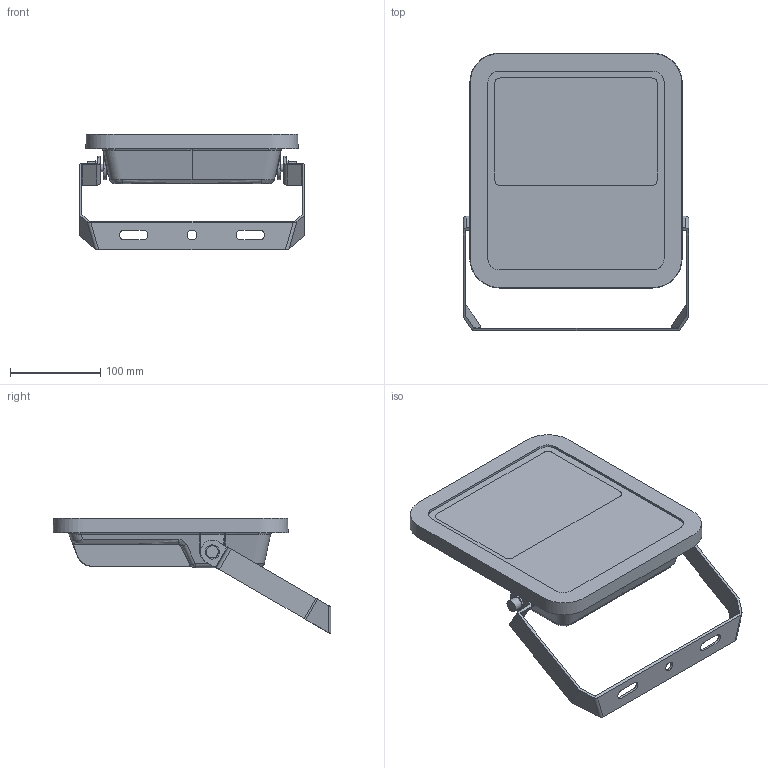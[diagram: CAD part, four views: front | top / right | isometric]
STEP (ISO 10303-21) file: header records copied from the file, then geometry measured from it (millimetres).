
FILE_DESCRIPTION (( 'STEP AP214' ), '1' );
FILE_NAME ('FL_G3_80W.STEP', '2023-04-28T08:58:04', ( '' ), ( '' ), 'SwSTEP 2.0', 'SolidWorks 2020', '' );
FILE_SCHEMA (( 'AUTOMOTIVE_DESIGN' ));
Length unit declared in the file: millimetre
Products named in the file (1): FL_G3_80W
Bounding box: 250 x 307.2 x 128.26 mm (x, y, z)
Volume: 1737761.9 mm3; surface area: 421701.5 mm2
Topology: 7 solids, 7 shells, 669 faces, 1689 edges, 1015 vertices
Faces by surface type: bspline 267, cylinder 239, plane 151, cone 8, torus 4
Full cylindrical faces by diameter (mm): 8.3 x2, 13.4 x2, 15.8 x2
Entity records: 42206 total; most frequent: CARTESIAN_POINT 21001, ORIENTED_EDGE 3304, DIRECTION 2260, EDGE_CURVE 1652, VERTEX_POINT 1013, AXIS2_PLACEMENT_3D 859, EDGE_LOOP 699, UNCERTAINTY_MEASURE_WITH_UNIT 678
